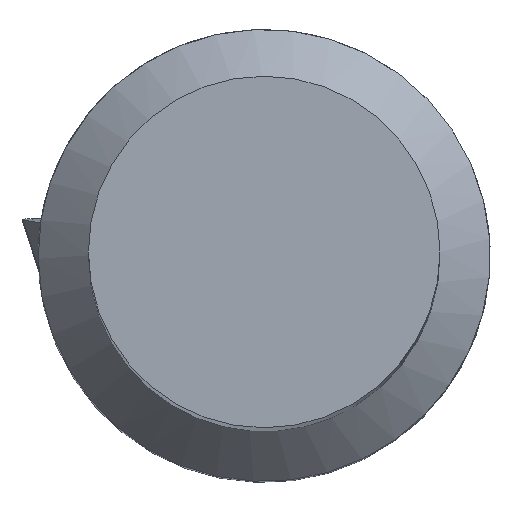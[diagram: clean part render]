
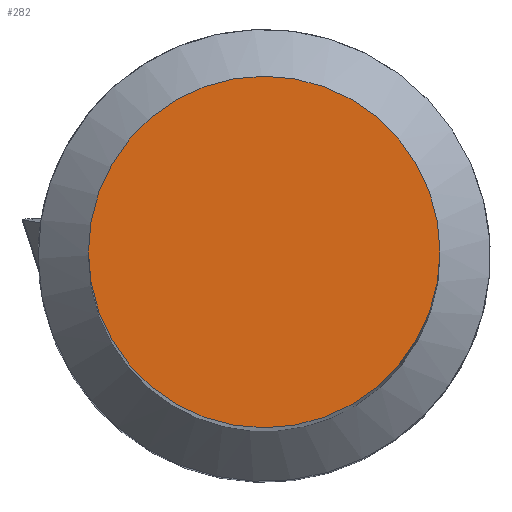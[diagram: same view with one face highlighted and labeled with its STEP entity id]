
A CAD part, top view. The second image highlights one B-rep face of the part: STEP entity #282.
In plain terms, the highlighted planar face has unit normal (0, 0, 1).
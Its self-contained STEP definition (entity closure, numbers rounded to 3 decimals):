
#204=EDGE_CURVE('240[2]',#529,#529,#530,.F.);
#282=ADVANCED_FACE('240[2]',(#641),#642,.F.);
#529=VERTEX_POINT('',#995);
#530=CIRCLE('',#996,3.5);
#641=FACE_OUTER_BOUND('',#1214,.T.);
#642=PLANE('',#1215);
#995=CARTESIAN_POINT('',(-3.5,0.,0.0));
#996=AXIS2_PLACEMENT_3D('',#1624,#1625,#1626);
#1214=EDGE_LOOP('',(#1722));
#1215=AXIS2_PLACEMENT_3D('',#1723,#1724,#1725);
#1624=CARTESIAN_POINT('',(0.0,0.0,0.0));
#1625=DIRECTION('',(0.,0.,-1.0));
#1626=DIRECTION('',(0.,1.0,0.));
#1722=ORIENTED_EDGE('',*,*,#204,.T.);
#1723=CARTESIAN_POINT('',(0.0,0.0,0.0));
#1724=DIRECTION('',(0.,0.,-1.0));
#1725=DIRECTION('',(0.,1.0,0.));
